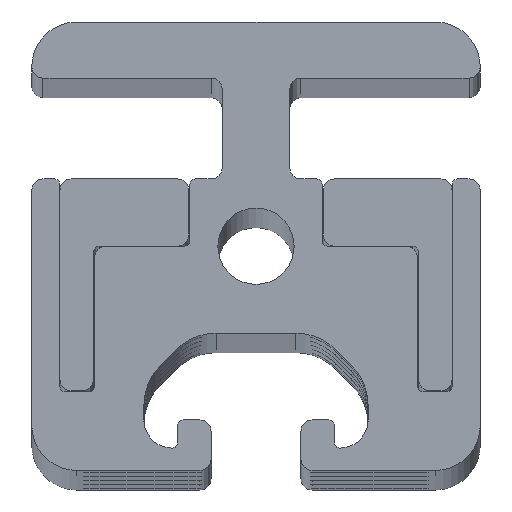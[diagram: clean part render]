
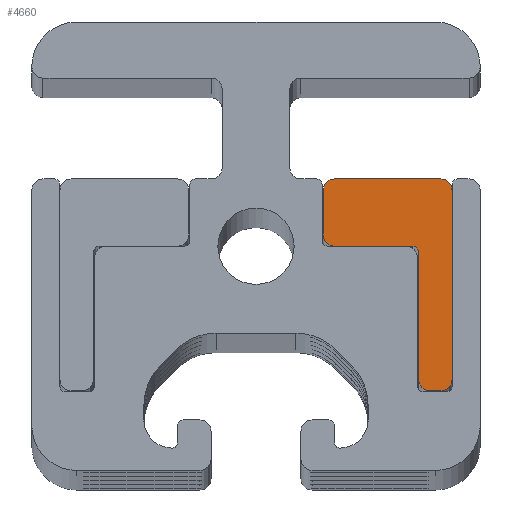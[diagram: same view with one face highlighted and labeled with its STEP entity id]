
A CAD part, top view. The second image highlights one B-rep face of the part: STEP entity #4660.
In plain terms, the highlighted planar face has unit normal (0, 0, 1).
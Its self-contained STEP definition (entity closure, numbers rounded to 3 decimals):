
#565=FACE_OUTER_BOUND($,#839,.T.);
#839=EDGE_LOOP($,(#4311,#4312,#4313,#4314,#4315,#4316,#4317,#4318,#4319,
#4320,#4321,#4322));
#1010=CIRCLE($,#5066,1.);
#1012=CIRCLE($,#5070,1.);
#1014=CIRCLE($,#5074,0.5);
#1016=CIRCLE($,#5078,1.);
#1018=CIRCLE($,#5082,1.);
#1020=CIRCLE($,#5086,1.);
#1369=LINE($,#8857,#1739);
#1373=LINE($,#8869,#1743);
#1377=LINE($,#8881,#1747);
#1381=LINE($,#8893,#1751);
#1385=LINE($,#8905,#1755);
#1389=LINE($,#8917,#1759);
#1739=VECTOR($,#6237,16.9);
#1743=VECTOR($,#6249,1.);
#1747=VECTOR($,#6261,11.4);
#1751=VECTOR($,#6273,7.);
#1755=VECTOR($,#6285,4.);
#1759=VECTOR($,#6297,9.5);
#2213=VERTEX_POINT($,#8854);
#2214=VERTEX_POINT($,#8856);
#2216=VERTEX_POINT($,#8862);
#2218=VERTEX_POINT($,#8868);
#2220=VERTEX_POINT($,#8874);
#2222=VERTEX_POINT($,#8880);
#2224=VERTEX_POINT($,#8886);
#2226=VERTEX_POINT($,#8892);
#2228=VERTEX_POINT($,#8898);
#2230=VERTEX_POINT($,#8904);
#2232=VERTEX_POINT($,#8910);
#2234=VERTEX_POINT($,#8916);
#2901=EDGE_CURVE($,#2214,#2213,#1369,.T.);
#2904=EDGE_CURVE($,#2216,#2214,#1010,.T.);
#2907=EDGE_CURVE($,#2218,#2216,#1373,.T.);
#2910=EDGE_CURVE($,#2220,#2218,#1012,.T.);
#2913=EDGE_CURVE($,#2222,#2220,#1377,.T.);
#2916=EDGE_CURVE($,#2224,#2222,#1014,.T.);
#2919=EDGE_CURVE($,#2226,#2224,#1381,.T.);
#2922=EDGE_CURVE($,#2228,#2226,#1016,.T.);
#2925=EDGE_CURVE($,#2230,#2228,#1385,.T.);
#2928=EDGE_CURVE($,#2232,#2230,#1018,.T.);
#2931=EDGE_CURVE($,#2234,#2232,#1389,.T.);
#2934=EDGE_CURVE($,#2213,#2234,#1020,.T.);
#4311=ORIENTED_EDGE($,*,*,#2934,.T.);
#4312=ORIENTED_EDGE($,*,*,#2931,.T.);
#4313=ORIENTED_EDGE($,*,*,#2928,.T.);
#4314=ORIENTED_EDGE($,*,*,#2925,.T.);
#4315=ORIENTED_EDGE($,*,*,#2922,.T.);
#4316=ORIENTED_EDGE($,*,*,#2919,.T.);
#4317=ORIENTED_EDGE($,*,*,#2916,.T.);
#4318=ORIENTED_EDGE($,*,*,#2913,.T.);
#4319=ORIENTED_EDGE($,*,*,#2910,.T.);
#4320=ORIENTED_EDGE($,*,*,#2907,.T.);
#4321=ORIENTED_EDGE($,*,*,#2904,.T.);
#4322=ORIENTED_EDGE($,*,*,#2901,.T.);
#4439=PLANE($,#5087);
#4660=ADVANCED_FACE($,(#565),#4439,.T.);
#5066=AXIS2_PLACEMENT_3D($,#8863,#6243,#6244);
#5070=AXIS2_PLACEMENT_3D($,#8875,#6255,#6256);
#5074=AXIS2_PLACEMENT_3D($,#8887,#6267,#6268);
#5078=AXIS2_PLACEMENT_3D($,#8899,#6279,#6280);
#5082=AXIS2_PLACEMENT_3D($,#8911,#6291,#6292);
#5086=AXIS2_PLACEMENT_3D($,#8921,#6303,#6304);
#5087=AXIS2_PLACEMENT_3D($,#8922,#6305,#6306);
#6237=DIRECTION($,(0.,-1.,0.));
#6243=DIRECTION('center_axis',(0.,0.,1.));
#6244=DIRECTION('ref_axis',(0.,1.,0.));
#6249=DIRECTION($,(-1.,0.,0.));
#6255=DIRECTION('center_axis',(0.,0.,1.));
#6256=DIRECTION('ref_axis',(1.,0.,0.));
#6261=DIRECTION($,(0.,1.,0.));
#6267=DIRECTION('center_axis',(0.,0.,-1.));
#6268=DIRECTION('ref_axis',(1.,0.,0.));
#6273=DIRECTION($,(-1.,0.,0.));
#6279=DIRECTION('center_axis',(0.,0.,1.));
#6280=DIRECTION('ref_axis',(1.,0.,0.));
#6285=DIRECTION($,(0.,1.,0.));
#6291=DIRECTION('center_axis',(0.,0.,1.));
#6292=DIRECTION('ref_axis',(0.,-1.,0.));
#6297=DIRECTION($,(1.,0.,0.));
#6303=DIRECTION('center_axis',(0.,0.,1.));
#6304=DIRECTION('ref_axis',(-1.,0.,0.));
#6305=DIRECTION('center_axis',(0.,0.,1.));
#6306=DIRECTION('ref_axis',(1.,0.,0.));
#8854=CARTESIAN_POINT('',(0.,1.,1000.));
#8856=CARTESIAN_POINT('',(0.,17.9,1000.));
#8857=CARTESIAN_POINT($,(0.,17.9,1000.));
#8862=CARTESIAN_POINT('',(1.,18.9,1000.));
#8863=CARTESIAN_POINT('Origin',(1.,17.9,1000.));
#8868=CARTESIAN_POINT('',(2.,18.9,1000.));
#8869=CARTESIAN_POINT($,(2.,18.9,1000.));
#8874=CARTESIAN_POINT('',(3.,17.9,1000.));
#8875=CARTESIAN_POINT('Origin',(2.,17.9,1000.));
#8880=CARTESIAN_POINT('',(3.,6.5,1000.));
#8881=CARTESIAN_POINT($,(3.,6.5,1000.));
#8886=CARTESIAN_POINT('',(3.5,6.,1000.));
#8887=CARTESIAN_POINT('Origin',(3.5,6.5,1000.));
#8892=CARTESIAN_POINT('',(10.5,6.,1000.));
#8893=CARTESIAN_POINT($,(10.5,6.,1000.));
#8898=CARTESIAN_POINT('',(11.5,5.,1000.));
#8899=CARTESIAN_POINT('Origin',(10.5,5.,1000.));
#8904=CARTESIAN_POINT('',(11.5,1.,1000.));
#8905=CARTESIAN_POINT($,(11.5,1.,1000.));
#8910=CARTESIAN_POINT('',(10.5,0.,1000.));
#8911=CARTESIAN_POINT('Origin',(10.5,1.,1000.));
#8916=CARTESIAN_POINT('',(1.,0.,1000.));
#8917=CARTESIAN_POINT($,(1.,0.,1000.));
#8921=CARTESIAN_POINT('Origin',(1.,1.,1000.));
#8922=CARTESIAN_POINT('Origin',(3.863,7.578,1000.));
